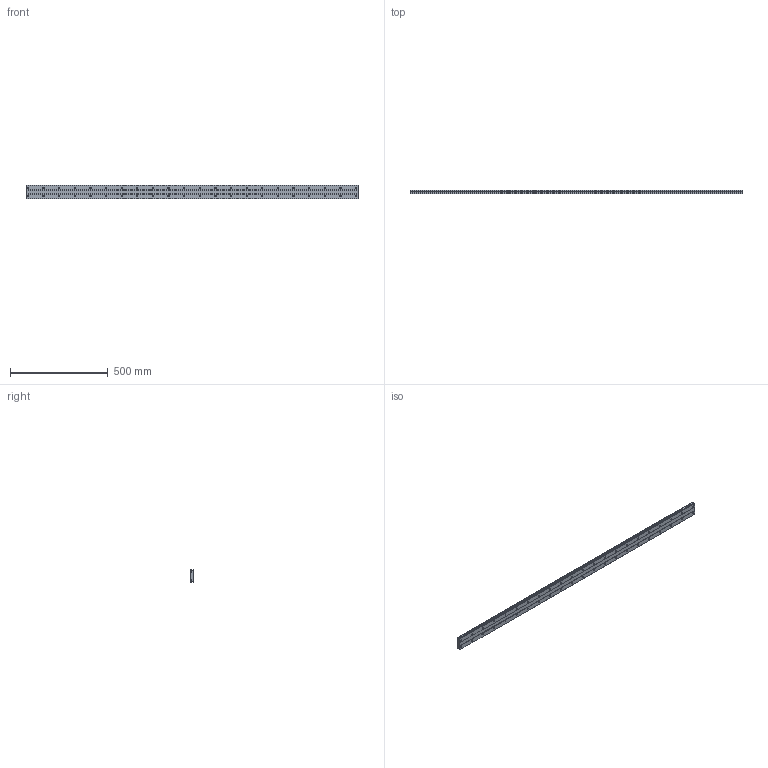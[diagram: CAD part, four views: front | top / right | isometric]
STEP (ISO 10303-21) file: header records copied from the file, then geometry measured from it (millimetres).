
FILE_DESCRIPTION (( 'STEP AP214' ), '1' );
FILE_NAME ('HRW35CA1SS-1700L_G10_0_B-M6F_796-7_0_0_0_1.STEP', '2021-07-06T12:47:10', ( '' ), ( '' ), 'SwSTEP 2.0', 'SolidWorks 2021', '' );
FILE_SCHEMA (( 'AUTOMOTIVE_DESIGN' ));
Length unit declared in the file: millimetre
Products named in the file (2): HRW35CA1SS-1700L_G10_0_B-M6F_796-7_0_0_0_1; _HRW35CA170010 Track
Assembly tree (1 placements, depth 2):
  HRW35CA1SS-1700L_G10_0_B-M6F_796-7_0_0_0_1
    _HRW35CA170010 Track
Bounding box: 1700 x 19 x 69 mm (x, y, z)
Volume: 1982600.9 mm3; surface area: 332553.5 mm2
Topology: 1 solids, 1 shells, 252 faces, 618 edges, 412 vertices
Faces by surface type: cylinder 180, plane 72
Entity records: 7864 total; most frequent: DIRECTION 1490, CARTESIAN_POINT 1286, ORIENTED_EDGE 1236, EDGE_CURVE 618, AXIS2_PLACEMENT_3D 616, VERTEX_POINT 412, EDGE_LOOP 384, CIRCLE 360
